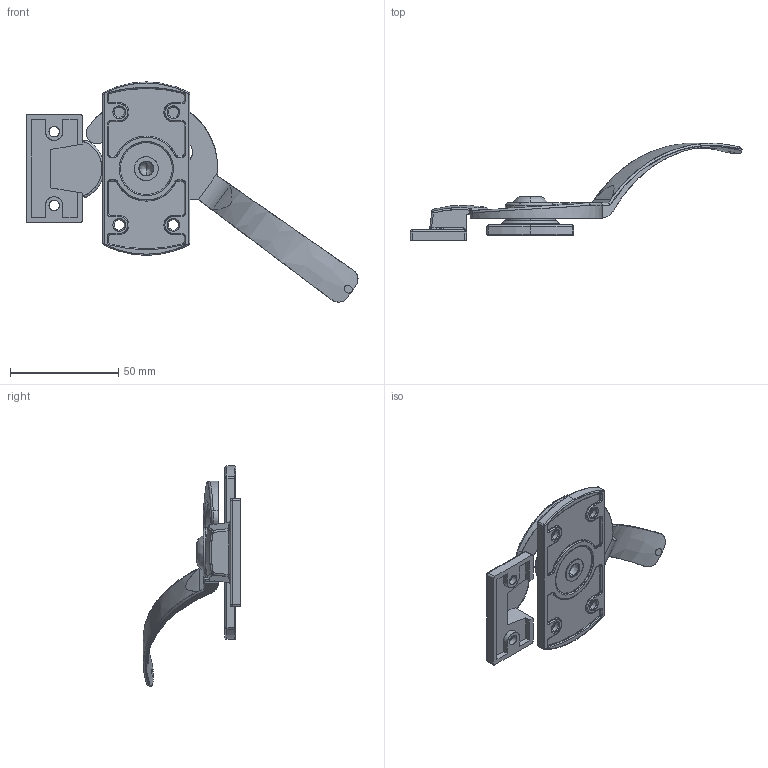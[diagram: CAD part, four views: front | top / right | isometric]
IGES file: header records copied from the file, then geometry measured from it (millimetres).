
Start section: SolidWorks IGES file using analytic representation for surfaces
Global section: file name: 2114-1.IGS; native system: SolidWorks 2006 by SolidWorks Corporation; preprocessor: SolidWorks 2006 by SolidWorks Corporation; author: Deathkiller; date: 080625.140513; units: millimetre
Bounding box: 153.15 x 45.06 x 101.57 mm (x, y, z)
Surface area: 22986.9 mm2 (no closed solid volume)
Topology: 0 solids, 0 shells, 335 faces, 4081 edges, 4072 vertices
Faces by surface type: bspline 173, revolution 162
